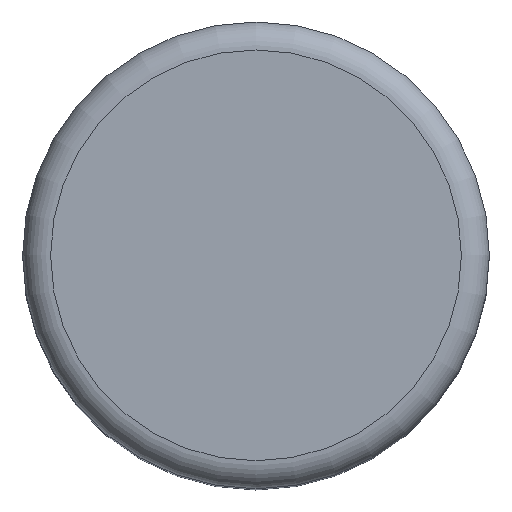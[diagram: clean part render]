
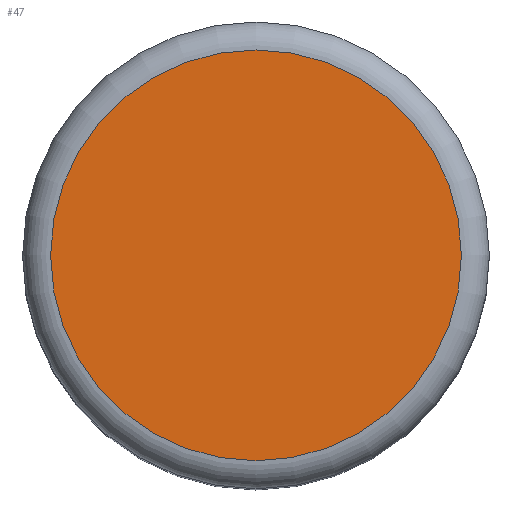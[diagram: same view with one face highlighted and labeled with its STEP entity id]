
A CAD part, top view. The second image highlights one B-rep face of the part: STEP entity #47.
In plain terms, the highlighted planar face has unit normal (0, 0, 1).
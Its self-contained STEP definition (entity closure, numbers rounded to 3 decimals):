
#47 = ADVANCED_FACE( '', ( #105 ), #106, .F. );
#105 = FACE_OUTER_BOUND( '', #186, .T. );
#106 = PLANE( '', #187 );
#186 = EDGE_LOOP( '', ( #265 ) );
#187 = AXIS2_PLACEMENT_3D( '', #266, #267, #268 );
#265 = ORIENTED_EDGE( '', *, *, #370, .T. );
#266 = CARTESIAN_POINT( '', ( 12.5, 0., 32.5 ) );
#267 = DIRECTION( '', ( 0., 0., -1. ) );
#268 = DIRECTION( '', ( -1., 0., 0. ) );
#370 = EDGE_CURVE( '', #410, #410, #411, .F. );
#410 = VERTEX_POINT( '', #463 );
#411 = CIRCLE( '', #464, 11. );
#463 = CARTESIAN_POINT( '', ( -11., 0., 32.5 ) );
#464 = AXIS2_PLACEMENT_3D( '', #516, #517, #518 );
#516 = CARTESIAN_POINT( '', ( 0., 0., 32.5 ) );
#517 = DIRECTION( '', ( 0., 0., -1. ) );
#518 = DIRECTION( '', ( -1., 0., 0. ) );
